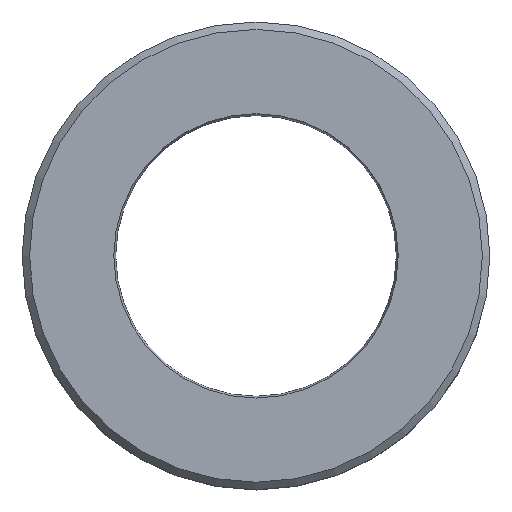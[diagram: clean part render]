
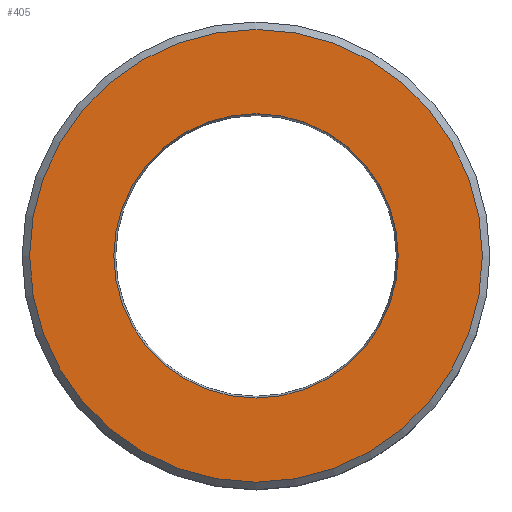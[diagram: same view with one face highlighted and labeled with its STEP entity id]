
A CAD part, top view. The second image highlights one B-rep face of the part: STEP entity #405.
In plain terms, the highlighted planar face has unit normal (0, 0, 1).
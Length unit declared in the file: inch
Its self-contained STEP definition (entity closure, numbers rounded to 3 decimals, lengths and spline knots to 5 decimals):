
#29=PLANE('',#484);
#66=FACE_BOUND('',#154,.T.);
#99=FACE_OUTER_BOUND('',#153,.T.);
#153=EDGE_LOOP('',(#318));
#154=EDGE_LOOP('',(#319));
#198=CIRCLE('',#481,0.9075);
#200=CIRCLE('',#485,0.57);
#231=VERTEX_POINT('',#703);
#233=VERTEX_POINT('',#709);
#264=EDGE_CURVE('',#231,#231,#198,.T.);
#266=EDGE_CURVE('',#233,#233,#200,.T.);
#318=ORIENTED_EDGE('',*,*,#264,.F.);
#319=ORIENTED_EDGE('',*,*,#266,.T.);
#405=ADVANCED_FACE('',(#99,#66),#29,.T.);
#481=AXIS2_PLACEMENT_3D('',#704,#590,#591);
#484=AXIS2_PLACEMENT_3D('',#708,#596,#597);
#485=AXIS2_PLACEMENT_3D('',#710,#598,#599);
#590=DIRECTION('center_axis',(0.,0.,-1.));
#591=DIRECTION('ref_axis',(-1.,0.,0.));
#596=DIRECTION('center_axis',(0.,0.,1.));
#597=DIRECTION('ref_axis',(-1.,0.,0.));
#598=DIRECTION('center_axis',(0.,0.,-1.));
#599=DIRECTION('ref_axis',(-1.,0.,0.));
#703=CARTESIAN_POINT('',(0.9075,0.,1.88));
#704=CARTESIAN_POINT('Origin',(0.,0.,1.88));
#708=CARTESIAN_POINT('Origin',(0.,0.,1.88));
#709=CARTESIAN_POINT('',(0.57,0.,1.88));
#710=CARTESIAN_POINT('Origin',(0.,0.,1.88));
